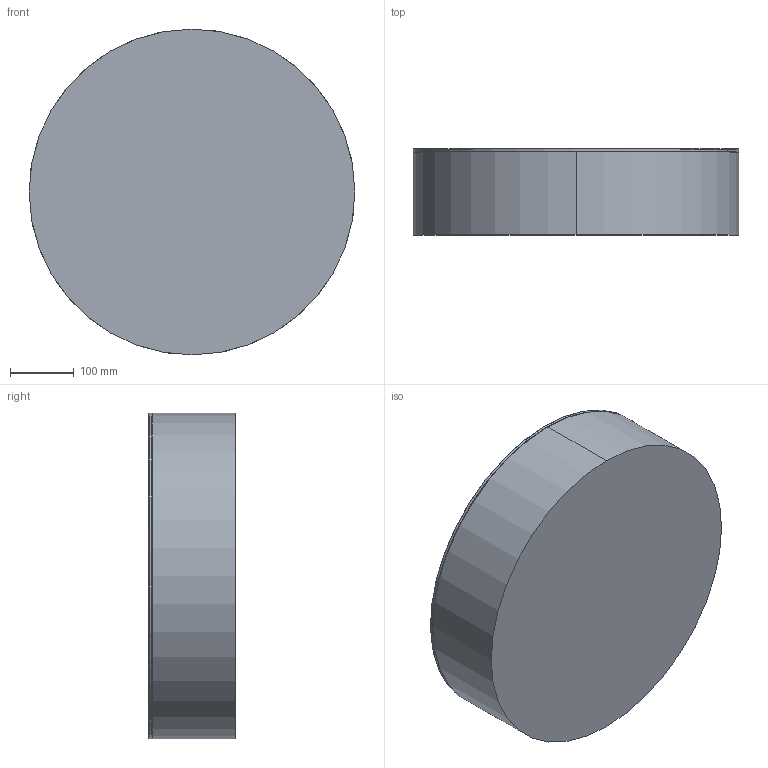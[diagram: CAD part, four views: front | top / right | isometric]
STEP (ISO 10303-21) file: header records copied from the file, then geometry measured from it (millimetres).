
FILE_DESCRIPTION (( 'STEP AP203' ), '1' );
FILE_NAME ('AssemSpace2.STEP', '2018-10-20T21:37:58', ( '' ), ( '' ), 'SwSTEP 2.0', 'SolidWorks 2018', '' );
FILE_SCHEMA (( 'CONFIG_CONTROL_DESIGN' ));
Length unit declared in the file: millimetre
Products named in the file (5): AssemSpace2; Part2; Part3; Part1; cube
Assembly tree (11 placements, depth 2):
  AssemSpace2
    Part2
    Part1
    Part3  x6
    cube  x3
Bounding box: 510 x 135 x 510 mm (x, y, z)
Volume: 11675800.9 mm3; surface area: 1881238.5 mm2
Topology: 11 solids, 11 shells, 167 faces, 366 edges, 242 vertices
Faces by surface type: plane 151, cylinder 10, torus 6
Entity records: 3477 total; most frequent: DIRECTION 482, CARTESIAN_POINT 482, ORIENTED_EDGE 444, EDGE_CURVE 222, LINE 190, VECTOR 190, AXIS2_PLACEMENT_3D 146, VERTEX_POINT 146
